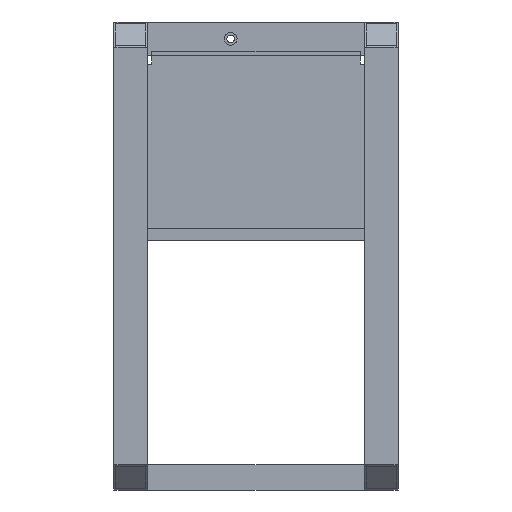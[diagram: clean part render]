
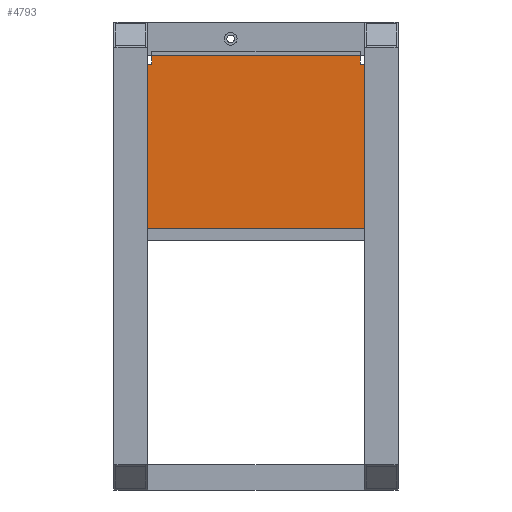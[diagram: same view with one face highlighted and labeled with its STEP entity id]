
A CAD part, front view. The second image highlights one B-rep face of the part: STEP entity #4793.
In plain terms, the highlighted planar face has unit normal (0, -1, 0).
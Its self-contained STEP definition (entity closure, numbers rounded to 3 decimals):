
#141 = ORIENTED_EDGE ( 'NONE', *, *, #2739, .T. ) ;
#143 = CARTESIAN_POINT ( 'NONE',  ( 123.5, 30., 18.5 ) ) ;
#165 = DIRECTION ( 'NONE',  ( 0., 1., 0. ) ) ;
#181 = DIRECTION ( 'NONE',  ( 0., 0., -1. ) ) ;
#182 = DIRECTION ( 'NONE',  ( -1., 0., 0. ) ) ;
#248 = CARTESIAN_POINT ( 'NONE',  ( -123.5, 30., 18.5 ) ) ;
#478 = EDGE_CURVE ( 'NONE', #2650, #1613, #4044, .T. ) ;
#523 = CARTESIAN_POINT ( 'NONE',  ( 123.5, 30., 227.5 ) ) ;
#551 = CARTESIAN_POINT ( 'NONE',  ( -148.5, 30., 52.5 ) ) ;
#562 = LINE ( 'NONE', #3545, #3056 ) ;
#583 = EDGE_CURVE ( 'NONE', #3186, #1959, #562, .T. ) ;
#639 = ORIENTED_EDGE ( 'NONE', *, *, #1739, .T. ) ;
#652 = CARTESIAN_POINT ( 'NONE',  ( -148.5, 30., 72.5 ) ) ;
#768 = CARTESIAN_POINT ( 'NONE',  ( -123.5, 30., 242.5 ) ) ;
#831 = VECTOR ( 'NONE', #3070, 1000. ) ;
#870 = AXIS2_PLACEMENT_3D ( 'NONE', #1296, #2701, #4023 ) ;
#981 = ORIENTED_EDGE ( 'NONE', *, *, #1478, .T. ) ;
#1003 = DIRECTION ( 'NONE',  ( 0., 0., 1. ) ) ;
#1077 = DIRECTION ( 'NONE',  ( 0., 0., 1. ) ) ;
#1154 = ORIENTED_EDGE ( 'NONE', *, *, #4166, .T. ) ;
#1167 = ORIENTED_EDGE ( 'NONE', *, *, #2962, .T. ) ;
#1209 = CARTESIAN_POINT ( 'NONE',  ( 163.5, 30., 18.5 ) ) ;
#1233 = EDGE_CURVE ( 'NONE', #1959, #4435, #4013, .T. ) ;
#1296 = CARTESIAN_POINT ( 'NONE',  ( -148.5, 30., 72.5 ) ) ;
#1325 = ORIENTED_EDGE ( 'NONE', *, *, #2987, .F. ) ;
#1347 = DIRECTION ( 'NONE',  ( 0., 0., 1. ) ) ;
#1364 = DIRECTION ( 'NONE',  ( 0., 1., 0. ) ) ;
#1434 = ORIENTED_EDGE ( 'NONE', *, *, #478, .T. ) ;
#1478 = EDGE_CURVE ( 'NONE', #2452, #4417, #3791, .T. ) ;
#1526 = DIRECTION ( 'NONE',  ( 0., 0., -1. ) ) ;
#1613 = VERTEX_POINT ( 'NONE', #2169 ) ;
#1651 = CIRCLE ( 'NONE', #3312, 2.5 ) ;
#1652 = PLANE ( 'NONE',  #2596 ) ;
#1718 = CARTESIAN_POINT ( 'NONE',  ( -123.5, 30., 227.5 ) ) ;
#1738 = VERTEX_POINT ( 'NONE', #2741 ) ;
#1739 = EDGE_CURVE ( 'NONE', #1613, #1903, #3712, .T. ) ;
#1829 = FACE_OUTER_BOUND ( 'NONE', #4125, .T. ) ;
#1834 = LINE ( 'NONE', #2575, #831 ) ;
#1903 = VERTEX_POINT ( 'NONE', #3407 ) ;
#1931 = VERTEX_POINT ( 'NONE', #2244 ) ;
#1947 = FACE_BOUND ( 'NONE', #2699, .T. ) ;
#1959 = VERTEX_POINT ( 'NONE', #523 ) ;
#2021 = CARTESIAN_POINT ( 'NONE',  ( 163.5, 30., 18.5 ) ) ;
#2043 = LINE ( 'NONE', #2297, #3937 ) ;
#2044 = CARTESIAN_POINT ( 'NONE',  ( -148.5, 30., 55. ) ) ;
#2114 = EDGE_CURVE ( 'NONE', #3914, #1903, #3586, .T. ) ;
#2125 = VECTOR ( 'NONE', #1526, 1000. ) ;
#2127 = VECTOR ( 'NONE', #3528, 1000. ) ;
#2169 = CARTESIAN_POINT ( 'NONE',  ( -163.5, 30., 227.5 ) ) ;
#2244 = CARTESIAN_POINT ( 'NONE',  ( -148.5, 30., 70. ) ) ;
#2266 = DIRECTION ( 'NONE',  ( 0., 0., -1. ) ) ;
#2297 = CARTESIAN_POINT ( 'NONE',  ( 163.5, 30., 18.5 ) ) ;
#2346 = VECTOR ( 'NONE', #2266, 1000. ) ;
#2452 = VERTEX_POINT ( 'NONE', #2044 ) ;
#2464 = DIRECTION ( 'NONE',  ( -1., 0., 0. ) ) ;
#2470 = LINE ( 'NONE', #248, #2346 ) ;
#2494 = DIRECTION ( 'NONE',  ( -1., 0., 0. ) ) ;
#2505 = CARTESIAN_POINT ( 'NONE',  ( -163.5, 30., 18.5 ) ) ;
#2575 = CARTESIAN_POINT ( 'NONE',  ( 163.5, 30., 242.5 ) ) ;
#2596 = AXIS2_PLACEMENT_3D ( 'NONE', #2021, #165, #181 ) ;
#2650 = VERTEX_POINT ( 'NONE', #1718 ) ;
#2699 = EDGE_LOOP ( 'NONE', ( #1167, #1154 ) ) ;
#2701 = DIRECTION ( 'NONE',  ( 0., 1., 0. ) ) ;
#2712 = VECTOR ( 'NONE', #2464, 1000. ) ;
#2728 = ORIENTED_EDGE ( 'NONE', *, *, #1233, .T. ) ;
#2739 = EDGE_CURVE ( 'NONE', #3251, #2650, #2470, .T. ) ;
#2741 = CARTESIAN_POINT ( 'NONE',  ( -148.5, 30., 75. ) ) ;
#2767 = AXIS2_PLACEMENT_3D ( 'NONE', #3376, #3360, #1077 ) ;
#2803 = DIRECTION ( 'NONE',  ( 0., 1., 0. ) ) ;
#2847 = FACE_BOUND ( 'NONE', #3592, .T. ) ;
#2962 = EDGE_CURVE ( 'NONE', #1738, #1931, #4057, .T. ) ;
#2987 = EDGE_CURVE ( 'NONE', #3186, #3914, #2043, .T. ) ;
#3056 = VECTOR ( 'NONE', #2494, 1000. ) ;
#3063 = CARTESIAN_POINT ( 'NONE',  ( 163.5, 30., 18.5 ) ) ;
#3070 = DIRECTION ( 'NONE',  ( -1., 0., 0. ) ) ;
#3186 = VERTEX_POINT ( 'NONE', #3351 ) ;
#3251 = VERTEX_POINT ( 'NONE', #768 ) ;
#3312 = AXIS2_PLACEMENT_3D ( 'NONE', #652, #1364, #1347 ) ;
#3346 = ORIENTED_EDGE ( 'NONE', *, *, #583, .T. ) ;
#3351 = CARTESIAN_POINT ( 'NONE',  ( 163.5, 30., 227.5 ) ) ;
#3352 = CARTESIAN_POINT ( 'NONE',  ( 163.5, 30., 227.5 ) ) ;
#3360 = DIRECTION ( 'NONE',  ( 0., 1., 0. ) ) ;
#3376 = CARTESIAN_POINT ( 'NONE',  ( -148.5, 30., 52.5 ) ) ;
#3407 = CARTESIAN_POINT ( 'NONE',  ( -163.5, 30., 18.5 ) ) ;
#3528 = DIRECTION ( 'NONE',  ( 0., 0., 1. ) ) ;
#3545 = CARTESIAN_POINT ( 'NONE',  ( 163.5, 30., 227.5 ) ) ;
#3586 = LINE ( 'NONE', #3063, #2712 ) ;
#3592 = EDGE_LOOP ( 'NONE', ( #981, #4625 ) ) ;
#3712 = LINE ( 'NONE', #2505, #2125 ) ;
#3763 = EDGE_CURVE ( 'NONE', #4417, #2452, #4465, .T. ) ;
#3791 = CIRCLE ( 'NONE', #4656, 2.5 ) ;
#3899 = DIRECTION ( 'NONE',  ( 0., 0., -1. ) ) ;
#3914 = VERTEX_POINT ( 'NONE', #1209 ) ;
#3937 = VECTOR ( 'NONE', #3899, 1000. ) ;
#4013 = LINE ( 'NONE', #143, #2127 ) ;
#4023 = DIRECTION ( 'NONE',  ( 0., 0., 1. ) ) ;
#4044 = LINE ( 'NONE', #3352, #4294 ) ;
#4057 = CIRCLE ( 'NONE', #870, 2.5 ) ;
#4095 = CARTESIAN_POINT ( 'NONE',  ( 123.5, 30., 242.5 ) ) ;
#4125 = EDGE_LOOP ( 'NONE', ( #141, #1434, #639, #4537, #1325, #3346, #2728, #4405 ) ) ;
#4166 = EDGE_CURVE ( 'NONE', #1931, #1738, #1651, .T. ) ;
#4294 = VECTOR ( 'NONE', #182, 1000. ) ;
#4405 = ORIENTED_EDGE ( 'NONE', *, *, #4563, .T. ) ;
#4417 = VERTEX_POINT ( 'NONE', #4803 ) ;
#4435 = VERTEX_POINT ( 'NONE', #4095 ) ;
#4465 = CIRCLE ( 'NONE', #2767, 2.5 ) ;
#4537 = ORIENTED_EDGE ( 'NONE', *, *, #2114, .F. ) ;
#4563 = EDGE_CURVE ( 'NONE', #4435, #3251, #1834, .T. ) ;
#4625 = ORIENTED_EDGE ( 'NONE', *, *, #3763, .T. ) ;
#4656 = AXIS2_PLACEMENT_3D ( 'NONE', #551, #2803, #1003 ) ;
#4793 = ADVANCED_FACE ( 'NONE', ( #1947, #2847, #1829 ), #1652, .F. ) ;
#4803 = CARTESIAN_POINT ( 'NONE',  ( -148.5, 30., 50. ) ) ;
